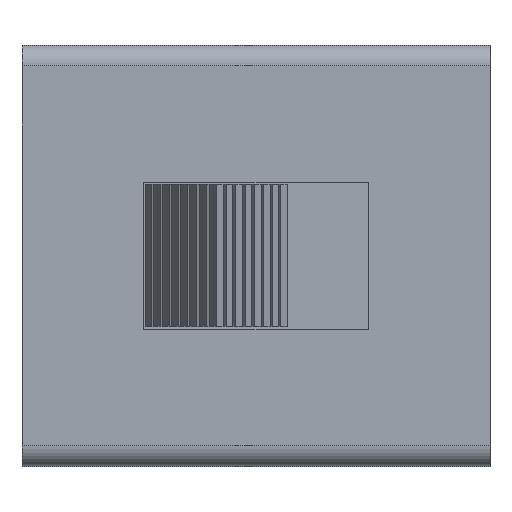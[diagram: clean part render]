
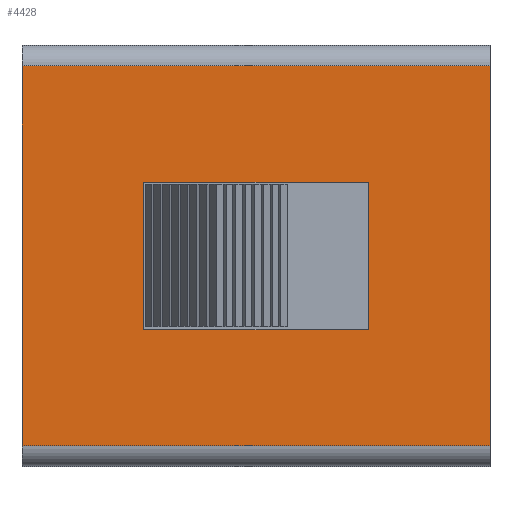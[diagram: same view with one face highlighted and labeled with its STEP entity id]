
A CAD part, top view. The second image highlights one B-rep face of the part: STEP entity #4428.
In plain terms, the highlighted planar face has unit normal (0, 0, 1).
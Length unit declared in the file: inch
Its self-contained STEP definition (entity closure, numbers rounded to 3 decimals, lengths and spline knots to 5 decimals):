
#209=FACE_BOUND('',#498,.T.);
#259=FACE_OUTER_BOUND('',#497,.T.);
#497=EDGE_LOOP('',(#3117,#3118,#3119,#3120));
#498=EDGE_LOOP('',(#3121,#3122,#3123,#3124));
#810=LINE('',#6242,#1329);
#832=LINE('',#6297,#1351);
#853=LINE('',#6341,#1372);
#854=LINE('',#6343,#1373);
#855=LINE('',#6346,#1374);
#856=LINE('',#6348,#1375);
#857=LINE('',#6350,#1376);
#858=LINE('',#6351,#1377);
#1329=VECTOR('',#5115,0.3937);
#1351=VECTOR('',#5151,0.3937);
#1372=VECTOR('',#5180,0.3937);
#1373=VECTOR('',#5183,0.3937);
#1374=VECTOR('',#5184,0.3937);
#1375=VECTOR('',#5185,0.3937);
#1376=VECTOR('',#5186,0.3937);
#1377=VECTOR('',#5187,0.3937);
#1817=VERTEX_POINT('',#6239);
#1818=VERTEX_POINT('',#6241);
#1843=VERTEX_POINT('',#6294);
#1844=VERTEX_POINT('',#6296);
#1864=VERTEX_POINT('',#6344);
#1865=VERTEX_POINT('',#6345);
#1866=VERTEX_POINT('',#6347);
#1867=VERTEX_POINT('',#6349);
#2296=EDGE_CURVE('',#1817,#1818,#810,.T.);
#2323=EDGE_CURVE('',#1843,#1844,#832,.T.);
#2345=EDGE_CURVE('',#1844,#1817,#853,.T.);
#2346=EDGE_CURVE('',#1818,#1843,#854,.T.);
#2347=EDGE_CURVE('',#1864,#1865,#855,.T.);
#2348=EDGE_CURVE('',#1865,#1866,#856,.T.);
#2349=EDGE_CURVE('',#1866,#1867,#857,.T.);
#2350=EDGE_CURVE('',#1867,#1864,#858,.T.);
#3117=ORIENTED_EDGE('',*,*,#2345,.F.);
#3118=ORIENTED_EDGE('',*,*,#2323,.F.);
#3119=ORIENTED_EDGE('',*,*,#2346,.F.);
#3120=ORIENTED_EDGE('',*,*,#2296,.F.);
#3121=ORIENTED_EDGE('',*,*,#2347,.T.);
#3122=ORIENTED_EDGE('',*,*,#2348,.T.);
#3123=ORIENTED_EDGE('',*,*,#2349,.T.);
#3124=ORIENTED_EDGE('',*,*,#2350,.T.);
#4233=PLANE('',#4695);
#4428=ADVANCED_FACE('',(#259,#209),#4233,.T.);
#4695=AXIS2_PLACEMENT_3D('',#6342,#5181,#5182);
#5115=DIRECTION('',(0.,1.,0.));
#5151=DIRECTION('',(0.,-1.,0.));
#5180=DIRECTION('',(-1.,0.,0.));
#5181=DIRECTION('center_axis',(0.,0.,1.));
#5182=DIRECTION('ref_axis',(-1.,0.,0.));
#5183=DIRECTION('',(1.,0.,0.));
#5184=DIRECTION('',(0.,1.,0.));
#5185=DIRECTION('',(1.,0.,0.));
#5186=DIRECTION('',(0.,-1.,0.));
#5187=DIRECTION('',(-1.,0.,0.));
#6239=CARTESIAN_POINT('',(-0.25,-0.20295,0.3));
#6241=CARTESIAN_POINT('',(-0.25,0.20295,0.3));
#6242=CARTESIAN_POINT('',(-0.25,0.03937,0.3));
#6294=CARTESIAN_POINT('',(0.25,0.20295,0.3));
#6296=CARTESIAN_POINT('',(0.25,-0.20295,0.3));
#6297=CARTESIAN_POINT('',(0.25,-0.03937,0.3));
#6341=CARTESIAN_POINT('',(0.125,-0.20295,0.3));
#6342=CARTESIAN_POINT('Origin',(0.,0.,
0.3));
#6343=CARTESIAN_POINT('',(-0.125,0.20295,0.3));
#6344=CARTESIAN_POINT('',(-0.12008,-0.07874,0.3));
#6345=CARTESIAN_POINT('',(-0.12008,0.07874,0.3));
#6346=CARTESIAN_POINT('',(-0.12008,-0.03937,0.3));
#6347=CARTESIAN_POINT('',(0.12008,0.07874,0.3));
#6348=CARTESIAN_POINT('',(-0.06004,0.07874,0.3));
#6349=CARTESIAN_POINT('',(0.12008,-0.07874,0.3));
#6350=CARTESIAN_POINT('',(0.12008,0.03937,0.3));
#6351=CARTESIAN_POINT('',(0.06004,-0.07874,0.3));
